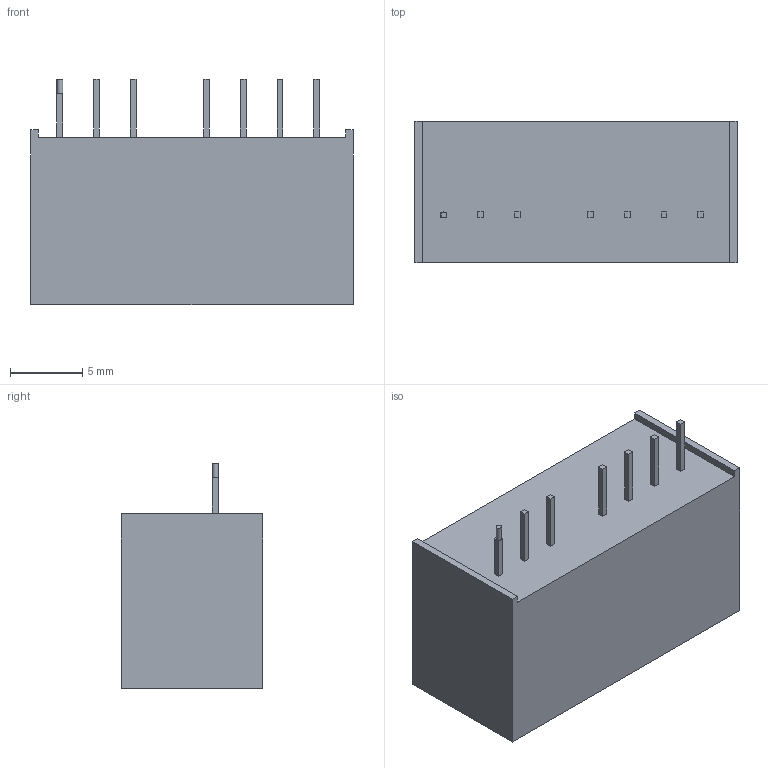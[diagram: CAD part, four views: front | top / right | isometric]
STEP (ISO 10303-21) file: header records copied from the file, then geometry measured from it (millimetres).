
FILE_DESCRIPTION(('STEP AP214'), '1');
FILE_NAME('ﾌﾄﾌ5-1ﾂ05ﾑﾍ', '2018-11-15T11:33:31', ('user'), (''), 'ASCON STEP Converter 1.3', 'ASCON Math Kernel', '');
FILE_SCHEMA(('AUTOMOTIVE_DESIGN { 1 0 10303 214 3 1 1}'));
Length unit declared in the file: millimetre
Bounding box: 22.3 x 9.8 x 15.6 mm (x, y, z)
Volume: 2539.7 mm3; surface area: 1297.3 mm2
Topology: 1 solids, 1 shells, 408 faces, 1153 edges, 767 vertices
Faces by surface type: plane 263, cylinder 145
Full cylindrical faces by diameter (mm): 0.4 x1
Entity records: 16513 total; most frequent: CARTESIAN_POINT 2328, ORIENTED_EDGE 2304, DIRECTION 2263, EDGE_CURVE 1152, LINE 859, VECTOR 859, VERTEX_POINT 767, AXIS2_PLACEMENT_3D 702
